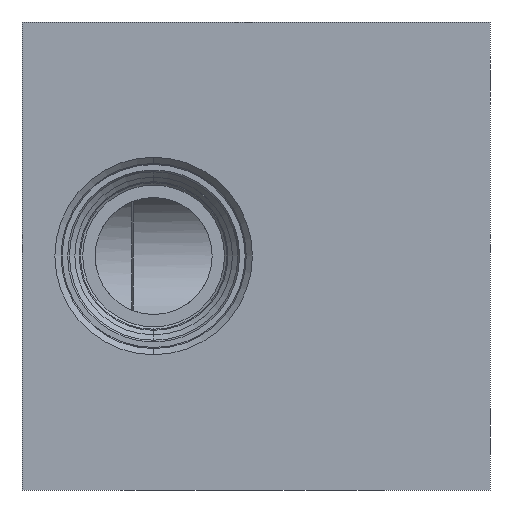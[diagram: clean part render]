
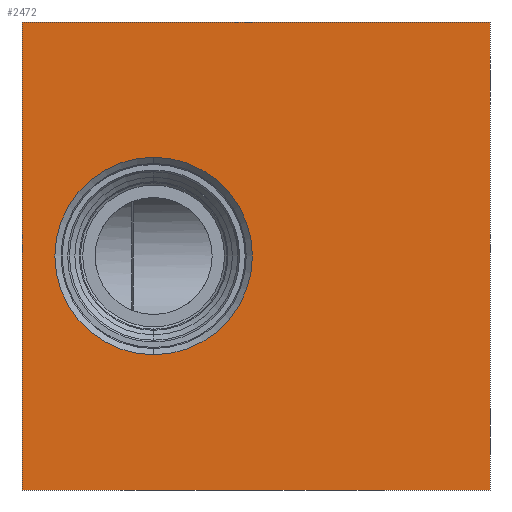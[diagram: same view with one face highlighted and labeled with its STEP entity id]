
A CAD part, front view. The second image highlights one B-rep face of the part: STEP entity #2472.
In plain terms, the highlighted planar face has unit normal (0, -1, 0).
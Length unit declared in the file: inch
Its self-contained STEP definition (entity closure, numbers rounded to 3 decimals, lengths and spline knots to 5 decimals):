
#5=DIRECTION('',(1.,0.,0.));
#6=VECTOR('',#5,4.);
#7=CARTESIAN_POINT('',(0.,-5.5,0.));
#8=LINE('',#7,#6);
#75=DIRECTION('',(0.,0.,1.));
#76=VECTOR('',#75,4.);
#77=CARTESIAN_POINT('',(4.,-5.5,0.));
#78=LINE('',#77,#76);
#99=DIRECTION('',(0.,0.,1.));
#100=VECTOR('',#99,4.);
#101=CARTESIAN_POINT('',(0.,-5.5,0.));
#102=LINE('',#101,#100);
#103=CARTESIAN_POINT('',(1.125,-5.5,2.));
#104=DIRECTION('',(0.,1.,0.));
#105=DIRECTION('',(0.,0.,-1.));
#106=AXIS2_PLACEMENT_3D('',#103,#104,#105);
#108=CARTESIAN_POINT('',(1.125,-5.5,2.));
#109=DIRECTION('',(0.,1.,0.));
#110=DIRECTION('',(0.,0.,1.));
#111=AXIS2_PLACEMENT_3D('',#108,#109,#110);
#125=DIRECTION('',(1.,0.,0.));
#126=VECTOR('',#125,4.);
#127=CARTESIAN_POINT('',(0.,-5.5,4.));
#128=LINE('',#127,#126);
#2022=CARTESIAN_POINT('',(0.,-5.5,0.));
#2024=VERTEX_POINT('',#2022);
#2025=CARTESIAN_POINT('',(4.,-5.5,0.));
#2026=VERTEX_POINT('',#2025);
#2030=CARTESIAN_POINT('',(0.,-5.5,4.));
#2032=VERTEX_POINT('',#2030);
#2033=CARTESIAN_POINT('',(4.,-5.5,4.));
#2034=VERTEX_POINT('',#2033);
#2273=CARTESIAN_POINT('',(1.125,-5.5,1.156));
#2274=CARTESIAN_POINT('',(1.125,-5.5,2.844));
#2275=VERTEX_POINT('',#2273);
#2276=VERTEX_POINT('',#2274);
#2454=CARTESIAN_POINT('',(0.,-5.5,0.));
#2455=DIRECTION('',(0.,-1.,0.));
#2456=DIRECTION('',(1.,0.,0.));
#2457=AXIS2_PLACEMENT_3D('',#2454,#2455,#2456);
#2458=PLANE('',#2457);
#2459=ORIENTED_EDGE('',*,*,#2360,.F.);
#2460=ORIENTED_EDGE('',*,*,#2391,.T.);
#2462=ORIENTED_EDGE('',*,*,#2461,.T.);
#2463=ORIENTED_EDGE('',*,*,#2434,.F.);
#2464=EDGE_LOOP('',(#2459,#2460,#2462,#2463));
#2465=FACE_OUTER_BOUND('',#2464,.F.);
#2467=ORIENTED_EDGE('',*,*,#2466,.F.);
#2469=ORIENTED_EDGE('',*,*,#2468,.F.);
#2470=EDGE_LOOP('',(#2467,#2469));
#2471=FACE_BOUND('',#2470,.F.);
#2472=ADVANCED_FACE('',(#2465,#2471),#2458,.T.);
#107=CIRCLE('',#106,0.844);
#112=CIRCLE('',#111,0.844);
#2360=EDGE_CURVE('',#2024,#2026,#8,.T.);
#2391=EDGE_CURVE('',#2024,#2032,#102,.T.);
#2434=EDGE_CURVE('',#2026,#2034,#78,.T.);
#2461=EDGE_CURVE('',#2032,#2034,#128,.T.);
#2466=EDGE_CURVE('',#2275,#2276,#107,.T.);
#2468=EDGE_CURVE('',#2276,#2275,#112,.T.);
